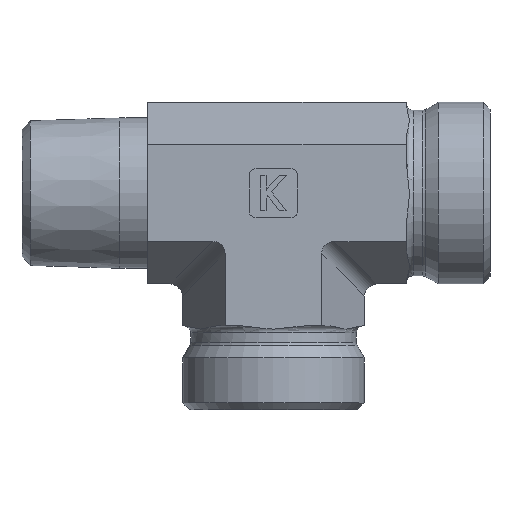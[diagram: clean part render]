
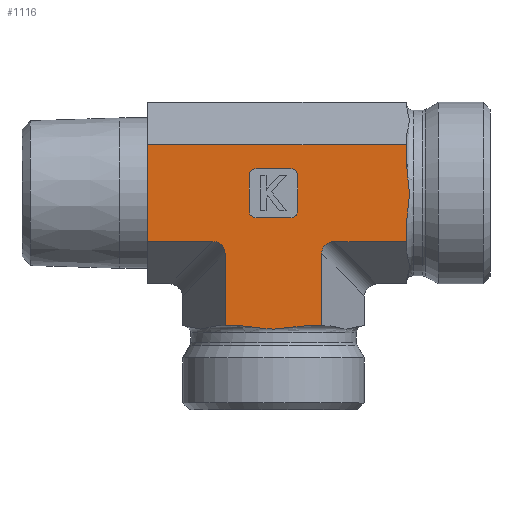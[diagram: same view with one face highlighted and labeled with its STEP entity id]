
A CAD part, left-side view. The second image highlights one B-rep face of the part: STEP entity #1116.
In plain terms, the highlighted planar face has unit normal (-1, 0, 0).
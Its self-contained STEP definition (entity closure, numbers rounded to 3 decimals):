
#685=CARTESIAN_POINT('',(-30.485,4.948,0.5));
#686=VERTEX_POINT('',#685);
#694=CARTESIAN_POINT('',(-30.485,14.14,0.5));
#695=VERTEX_POINT('',#694);
#696=CARTESIAN_POINT('',(-30.485,14.14,0.5));
#697=CARTESIAN_POINT('',(-30.485,13.631,0.5));
#698=CARTESIAN_POINT('',(-30.485,13.024,0.441));
#699=CARTESIAN_POINT('',(-30.485,11.589,0.249));
#700=CARTESIAN_POINT('',(-30.485,10.483,0.027));
#701=CARTESIAN_POINT('',(-30.485,8.604,0.027));
#702=CARTESIAN_POINT('',(-30.485,7.499,0.249));
#703=CARTESIAN_POINT('',(-30.485,6.064,0.441));
#704=CARTESIAN_POINT('',(-30.485,5.456,0.5));
#705=CARTESIAN_POINT('',(-30.485,4.948,0.5));
#706=B_SPLINE_CURVE_WITH_KNOTS('',3,(#696,#697,#698,#699,#700,#701,#702,#703,#704,#705),.UNSPECIFIED.,.F.,.U.,(4,2,2,2,4),(0.949,1.101,1.383,1.665,1.818),.UNSPECIFIED.);
#707=EDGE_CURVE('',#695,#686,#706,.T.);
#894=CARTESIAN_POINT('',(-30.485,16.472,0.5));
#895=VERTEX_POINT('',#894);
#902=CARTESIAN_POINT('',(-30.485,16.472,10.84));
#903=VERTEX_POINT('',#902);
#904=CARTESIAN_POINT('',(-30.485,16.472,0.5));
#905=DIRECTION('',(0.0,0.0,1.0));
#906=VECTOR('',#905,10.34);
#907=LINE('',#904,#906);
#908=EDGE_CURVE('',#895,#903,#907,.T.);
#936=CARTESIAN_POINT('',(-30.485,2.616,0.0));
#937=DIRECTION('',(-1.0,0.0,0.0));
#938=DIRECTION('',(0.0,0.0,1.0));
#939=AXIS2_PLACEMENT_3D('',#936,#937,#938);
#940=PLANE('',#939);
#941=CARTESIAN_POINT('',(-30.485,27.544,26.428));
#942=VERTEX_POINT('',#941);
#943=CARTESIAN_POINT('',(-30.485,27.544,12.572));
#944=VERTEX_POINT('',#943);
#945=CARTESIAN_POINT('',(-30.485,27.544,26.428));
#946=DIRECTION('',(0.0,0.0,-1.0));
#947=VECTOR('',#946,13.856);
#948=LINE('',#945,#947);
#949=EDGE_CURVE('',#942,#944,#948,.T.);
#950=ORIENTED_EDGE('',*,*,#949,.T.);
#951=CARTESIAN_POINT('',(-30.485,18.204,12.572));
#952=VERTEX_POINT('',#951);
#953=CARTESIAN_POINT('',(-30.485,18.204,12.572));
#954=DIRECTION('',(0.0,1.0,0.0));
#955=VECTOR('',#954,9.34);
#956=LINE('',#953,#955);
#957=EDGE_CURVE('',#952,#944,#956,.T.);
#958=ORIENTED_EDGE('',*,*,#957,.F.);
#959=CARTESIAN_POINT('',(-30.485,18.781,10.262));
#960=DIRECTION('',(-1.0,0.0,0.0));
#961=DIRECTION('',(0.0,-0.707,0.707));
#962=AXIS2_PLACEMENT_3D('',#959,#960,#961);
#963=ELLIPSE('',#962,2.582,2.0);
#964=EDGE_CURVE('',#903,#952,#963,.T.);
#965=ORIENTED_EDGE('',*,*,#964,.F.);
#966=ORIENTED_EDGE('',*,*,#908,.F.);
#967=CARTESIAN_POINT('',(-30.485,16.472,0.5));
#968=DIRECTION('',(0.0,-1.0,0.0));
#969=VECTOR('',#968,2.332);
#970=LINE('',#967,#969);
#971=EDGE_CURVE('',#895,#695,#970,.T.);
#972=ORIENTED_EDGE('',*,*,#971,.T.);
#973=ORIENTED_EDGE('',*,*,#707,.T.);
#974=CARTESIAN_POINT('',(-30.485,2.616,0.5));
#975=VERTEX_POINT('',#974);
#976=CARTESIAN_POINT('',(-30.485,4.948,0.5));
#977=DIRECTION('',(0.0,-1.0,0.0));
#978=VECTOR('',#977,2.332);
#979=LINE('',#976,#978);
#980=EDGE_CURVE('',#686,#975,#979,.T.);
#981=ORIENTED_EDGE('',*,*,#980,.T.);
#982=CARTESIAN_POINT('',(-30.485,2.616,10.84));
#983=VERTEX_POINT('',#982);
#984=CARTESIAN_POINT('',(-30.485,2.616,0.5));
#985=DIRECTION('',(0.0,0.0,1.0));
#986=VECTOR('',#985,10.34);
#987=LINE('',#984,#986);
#988=EDGE_CURVE('',#975,#983,#987,.T.);
#989=ORIENTED_EDGE('',*,*,#988,.T.);
#990=CARTESIAN_POINT('',(-30.485,0.884,12.572));
#991=VERTEX_POINT('',#990);
#992=CARTESIAN_POINT('',(-30.485,0.306,10.262));
#993=DIRECTION('',(-1.0,0.0,0.0));
#994=DIRECTION('',(0.0,0.707,0.707));
#995=AXIS2_PLACEMENT_3D('',#992,#993,#994);
#996=ELLIPSE('',#995,2.582,2.0);
#997=EDGE_CURVE('',#991,#983,#996,.T.);
#998=ORIENTED_EDGE('',*,*,#997,.F.);
#999=CARTESIAN_POINT('',(-30.485,-9.456,12.572));
#1000=VERTEX_POINT('',#999);
#1001=CARTESIAN_POINT('',(-30.485,0.884,12.572));
#1002=DIRECTION('',(0.0,-1.0,0.0));
#1003=VECTOR('',#1002,10.34);
#1004=LINE('',#1001,#1003);
#1005=EDGE_CURVE('',#991,#1000,#1004,.T.);
#1006=ORIENTED_EDGE('',*,*,#1005,.T.);
#1007=CARTESIAN_POINT('',(-30.485,-9.456,14.904));
#1008=VERTEX_POINT('',#1007);
#1009=CARTESIAN_POINT('',(-30.485,-9.456,12.572));
#1010=DIRECTION('',(0.0,0.0,1.0));
#1011=VECTOR('',#1010,2.332);
#1012=LINE('',#1009,#1011);
#1013=EDGE_CURVE('',#1000,#1008,#1012,.T.);
#1014=ORIENTED_EDGE('',*,*,#1013,.T.);
#1015=CARTESIAN_POINT('',(-30.485,-9.456,24.096));
#1016=VERTEX_POINT('',#1015);
#1017=CARTESIAN_POINT('',(-30.485,-9.456,14.904));
#1018=CARTESIAN_POINT('',(-30.485,-9.456,15.413));
#1019=CARTESIAN_POINT('',(-30.485,-9.515,16.02));
#1020=CARTESIAN_POINT('',(-30.485,-9.707,17.455));
#1021=CARTESIAN_POINT('',(-30.485,-9.929,18.56));
#1022=CARTESIAN_POINT('',(-30.485,-9.929,20.44));
#1023=CARTESIAN_POINT('',(-30.485,-9.707,21.545));
#1024=CARTESIAN_POINT('',(-30.485,-9.515,22.98));
#1025=CARTESIAN_POINT('',(-30.485,-9.456,23.587));
#1026=CARTESIAN_POINT('',(-30.485,-9.456,24.096));
#1027=B_SPLINE_CURVE_WITH_KNOTS('',3,(#1017,#1018,#1019,#1020,#1021,#1022,#1023,#1024,#1025,#1026),.UNSPECIFIED.,.F.,.U.,(4,2,2,2,4),(0.949,1.101,1.383,1.665,1.818),.UNSPECIFIED.);
#1028=EDGE_CURVE('',#1008,#1016,#1027,.T.);
#1029=ORIENTED_EDGE('',*,*,#1028,.T.);
#1030=CARTESIAN_POINT('',(-30.485,-9.456,26.428));
#1031=VERTEX_POINT('',#1030);
#1032=CARTESIAN_POINT('',(-30.485,-9.456,24.096));
#1033=DIRECTION('',(0.0,0.0,1.0));
#1034=VECTOR('',#1033,2.332);
#1035=LINE('',#1032,#1034);
#1036=EDGE_CURVE('',#1016,#1031,#1035,.T.);
#1037=ORIENTED_EDGE('',*,*,#1036,.T.);
#1038=CARTESIAN_POINT('',(-30.485,27.544,26.428));
#1039=DIRECTION('',(0.0,-1.0,0.0));
#1040=VECTOR('',#1039,37.);
#1041=LINE('',#1038,#1040);
#1042=EDGE_CURVE('',#942,#1031,#1041,.T.);
#1043=ORIENTED_EDGE('',*,*,#1042,.F.);
#1044=EDGE_LOOP('',(#950,#958,#965,#966,#972,#973,#981,#989,#998,#1006,#1014,#1029,#1037,#1043));
#1045=FACE_OUTER_BOUND('',#1044,.T.);
#1046=CARTESIAN_POINT('',(-30.485,12.044,23.));
#1047=VERTEX_POINT('',#1046);
#1048=CARTESIAN_POINT('',(-30.485,7.044,23.));
#1049=VERTEX_POINT('',#1048);
#1050=CARTESIAN_POINT('',(-30.485,12.044,23.));
#1051=DIRECTION('',(0.0,-1.0,0.0));
#1052=VECTOR('',#1051,5.);
#1053=LINE('',#1050,#1052);
#1054=EDGE_CURVE('',#1047,#1049,#1053,.T.);
#1055=ORIENTED_EDGE('',*,*,#1054,.T.);
#1056=CARTESIAN_POINT('',(-30.485,6.044,22.));
#1057=VERTEX_POINT('',#1056);
#1058=CARTESIAN_POINT('',(-30.485,7.044,22.));
#1059=DIRECTION('',(-1.0,0.0,0.0));
#1060=DIRECTION('',(0.0,-0.707,0.707));
#1061=AXIS2_PLACEMENT_3D('',#1058,#1059,#1060);
#1062=CIRCLE('',#1061,1.0);
#1063=EDGE_CURVE('',#1057,#1049,#1062,.T.);
#1064=ORIENTED_EDGE('',*,*,#1063,.F.);
#1065=CARTESIAN_POINT('',(-30.485,6.044,17.));
#1066=VERTEX_POINT('',#1065);
#1067=CARTESIAN_POINT('',(-30.485,6.044,22.));
#1068=DIRECTION('',(0.0,0.0,-1.0));
#1069=VECTOR('',#1068,5.0);
#1070=LINE('',#1067,#1069);
#1071=EDGE_CURVE('',#1057,#1066,#1070,.T.);
#1072=ORIENTED_EDGE('',*,*,#1071,.T.);
#1073=CARTESIAN_POINT('',(-30.485,7.044,16.));
#1074=VERTEX_POINT('',#1073);
#1075=CARTESIAN_POINT('',(-30.485,7.044,17.));
#1076=DIRECTION('',(-1.0,0.0,0.0));
#1077=DIRECTION('',(0.0,-0.707,-0.707));
#1078=AXIS2_PLACEMENT_3D('',#1075,#1076,#1077);
#1079=CIRCLE('',#1078,1.0);
#1080=EDGE_CURVE('',#1074,#1066,#1079,.T.);
#1081=ORIENTED_EDGE('',*,*,#1080,.F.);
#1082=CARTESIAN_POINT('',(-30.485,12.044,16.));
#1083=VERTEX_POINT('',#1082);
#1084=CARTESIAN_POINT('',(-30.485,7.044,16.));
#1085=DIRECTION('',(0.0,1.0,0.0));
#1086=VECTOR('',#1085,5.);
#1087=LINE('',#1084,#1086);
#1088=EDGE_CURVE('',#1074,#1083,#1087,.T.);
#1089=ORIENTED_EDGE('',*,*,#1088,.T.);
#1090=CARTESIAN_POINT('',(-30.485,13.044,17.));
#1091=VERTEX_POINT('',#1090);
#1092=CARTESIAN_POINT('',(-30.485,12.044,17.));
#1093=DIRECTION('',(-1.0,0.0,0.0));
#1094=DIRECTION('',(0.0,0.707,-0.707));
#1095=AXIS2_PLACEMENT_3D('',#1092,#1093,#1094);
#1096=CIRCLE('',#1095,1.0);
#1097=EDGE_CURVE('',#1091,#1083,#1096,.T.);
#1098=ORIENTED_EDGE('',*,*,#1097,.F.);
#1099=CARTESIAN_POINT('',(-30.485,13.044,22.));
#1100=VERTEX_POINT('',#1099);
#1101=CARTESIAN_POINT('',(-30.485,13.044,17.));
#1102=DIRECTION('',(0.0,0.0,1.0));
#1103=VECTOR('',#1102,5.);
#1104=LINE('',#1101,#1103);
#1105=EDGE_CURVE('',#1091,#1100,#1104,.T.);
#1106=ORIENTED_EDGE('',*,*,#1105,.T.);
#1107=CARTESIAN_POINT('',(-30.485,12.044,22.));
#1108=DIRECTION('',(-1.0,0.0,0.0));
#1109=DIRECTION('',(0.0,0.707,0.707));
#1110=AXIS2_PLACEMENT_3D('',#1107,#1108,#1109);
#1111=CIRCLE('',#1110,1.0);
#1112=EDGE_CURVE('',#1047,#1100,#1111,.T.);
#1113=ORIENTED_EDGE('',*,*,#1112,.F.);
#1114=EDGE_LOOP('',(#1055,#1064,#1072,#1081,#1089,#1098,#1106,#1113));
#1115=FACE_BOUND('',#1114,.T.);
#1116=ADVANCED_FACE('',(#1045,#1115),#940,.T.);
